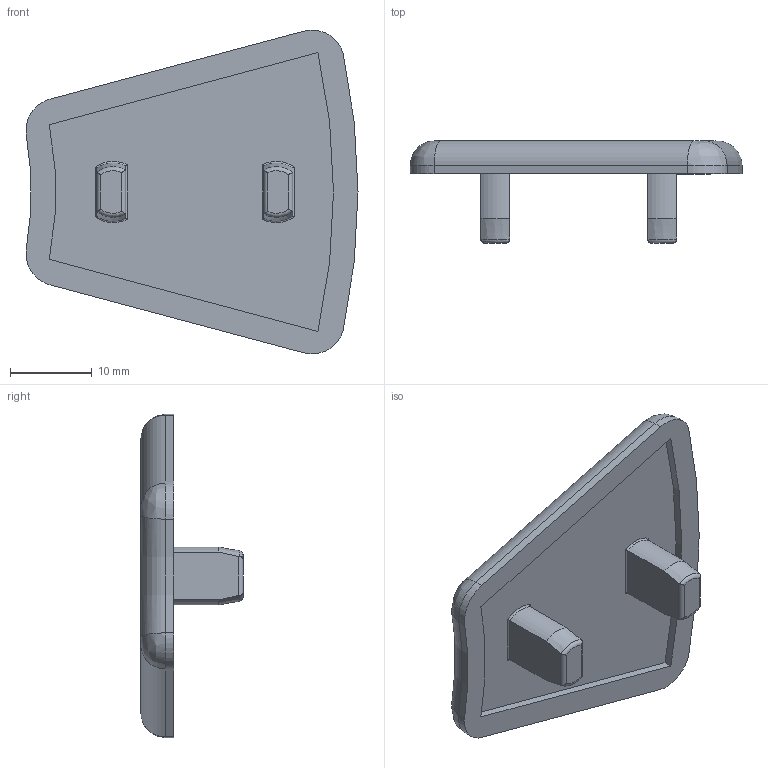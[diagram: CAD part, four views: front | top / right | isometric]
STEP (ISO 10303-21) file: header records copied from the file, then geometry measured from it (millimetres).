
FILE_DESCRIPTION(/* description */ ('STEP AP214'),/* implementation_level */ '2;1');
FILE_NAME(/* name */ '1008338.stp',/* time_stamp */ '2024-05-21T11:57:24+02:00',/* author */ ('b.steehouwer'),/* organization */ ('CADENAS'),/* preprocessor_version */ 'ST-DEVELOPER v18.1',/* originating_system */ 'Autodesk Inventor 2021',/* authorisation */ ' ');
FILE_SCHEMA (('AUTOMOTIVE_DESIGN { 1 0 10303 214 3 1 1 }'));
Length unit declared in the file: millimetre
Products named in the file (1): 1008338
Bounding box: 40.65 x 12.5 x 39.61 mm (x, y, z)
Volume: 4308.2 mm3; surface area: 3328.4 mm2
Topology: 1 solids, 1 shells, 53 faces, 128 edges, 80 vertices
Faces by surface type: cylinder 22, plane 13, torus 10, cone 4, bspline 4
Entity records: 1828 total; most frequent: CARTESIAN_POINT 584, ORIENTED_EDGE 256, DIRECTION 246, EDGE_CURVE 128, AXIS2_PLACEMENT_3D 100, VERTEX_POINT 80, EDGE_LOOP 56, FACE_OUTER_BOUND 53
